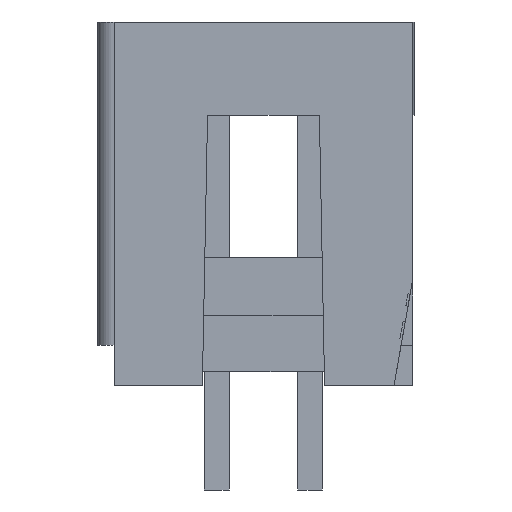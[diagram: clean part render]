
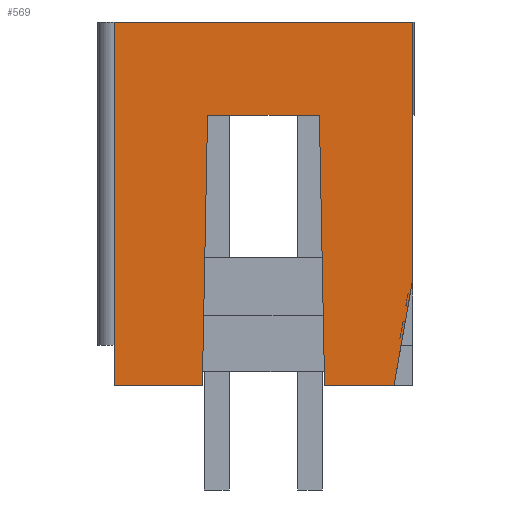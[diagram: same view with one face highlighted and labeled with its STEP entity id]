
A CAD part, left-side view. The second image highlights one B-rep face of the part: STEP entity #569.
In plain terms, the highlighted planar face has unit normal (-1, 0, 0).
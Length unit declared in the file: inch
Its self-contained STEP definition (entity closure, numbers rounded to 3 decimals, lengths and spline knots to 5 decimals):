
#195=FACE_OUTER_BOUND('',#1416,.T.);
#569=ADVANCED_FACE('',(#195),#946,.T.);
#946=PLANE('',#7281);
#1416=EDGE_LOOP('',(#2040,#2041,#2042,#2043,#2044,#2045,#2046,#2047,#2048));
#2040=ORIENTED_EDGE('',*,*,#4706,.F.);
#2041=ORIENTED_EDGE('',*,*,#4740,.T.);
#2042=ORIENTED_EDGE('',*,*,#4741,.F.);
#2043=ORIENTED_EDGE('',*,*,#4742,.T.);
#2044=ORIENTED_EDGE('',*,*,#4743,.F.);
#2045=ORIENTED_EDGE('',*,*,#4726,.T.);
#2046=ORIENTED_EDGE('',*,*,#4744,.T.);
#2047=ORIENTED_EDGE('',*,*,#4713,.T.);
#2048=ORIENTED_EDGE('',*,*,#4745,.T.);
#4032=VERTEX_POINT('',#9813);
#4033=VERTEX_POINT('',#9815);
#4038=VERTEX_POINT('',#9828);
#4039=VERTEX_POINT('',#9829);
#4049=VERTEX_POINT('',#9852);
#4050=VERTEX_POINT('',#9854);
#4062=VERTEX_POINT('',#9881);
#4063=VERTEX_POINT('',#9883);
#4064=VERTEX_POINT('',#9885);
#4706=EDGE_CURVE('',#4032,#4033,#5712,.T.);
#4713=EDGE_CURVE('',#4038,#4039,#5719,.T.);
#4726=EDGE_CURVE('',#4050,#4049,#5732,.T.);
#4740=EDGE_CURVE('',#4032,#4062,#5742,.T.);
#4741=EDGE_CURVE('',#4063,#4062,#5743,.T.);
#4742=EDGE_CURVE('',#4063,#4064,#5744,.T.);
#4743=EDGE_CURVE('',#4050,#4064,#5745,.T.);
#4744=EDGE_CURVE('',#4049,#4038,#5746,.T.);
#4745=EDGE_CURVE('',#4039,#4033,#5747,.T.);
#5712=LINE('',#9814,#6578);
#5719=LINE('',#9827,#6585);
#5732=LINE('',#9853,#6598);
#5742=LINE('',#9880,#6608);
#5743=LINE('',#9882,#6609);
#5744=LINE('',#9884,#6610);
#5745=LINE('',#9886,#6611);
#5746=LINE('',#9887,#6612);
#5747=LINE('',#9888,#6613);
#6578=VECTOR('',#7904,1.);
#6585=VECTOR('',#7913,1.);
#6598=VECTOR('',#7928,1.);
#6608=VECTOR('',#7948,1.);
#6609=VECTOR('',#7949,1.);
#6610=VECTOR('',#7950,1.);
#6611=VECTOR('',#7951,1.);
#6612=VECTOR('',#7952,1.);
#6613=VECTOR('',#7953,1.);
#7281=AXIS2_PLACEMENT_3D('',#9889,#7954,#7955);
#7904=DIRECTION('',(0.,0.019,1.));
#7913=DIRECTION('',(0.,-0.019,1.));
#7928=DIRECTION('',(0.,0.,-1.));
#7948=DIRECTION('',(0.,-1.,0.));
#7949=DIRECTION('',(0.,0.174,-0.985));
#7950=DIRECTION('',(0.,0.,1.));
#7951=DIRECTION('',(0.,-1.,0.));
#7952=DIRECTION('',(0.,-1.,0.));
#7953=DIRECTION('',(0.,-1.,0.));
#7954=DIRECTION('',(-1.,0.,0.));
#7955=DIRECTION('',(0.,-1.,0.));
#9813=CARTESIAN_POINT('',(-0.194,-0.01557,0.));
#9814=CARTESIAN_POINT('',(-0.194,-0.01133,0.22075));
#9815=CARTESIAN_POINT('',(-0.194,-0.01,0.29));
#9827=CARTESIAN_POINT('',(-0.194,0.11,0.29));
#9828=CARTESIAN_POINT('',(-0.194,0.11557,0.));
#9829=CARTESIAN_POINT('',(-0.194,0.11,0.29));
#9852=CARTESIAN_POINT('',(-0.194,0.21,0.));
#9853=CARTESIAN_POINT('',(-0.194,0.21,0.2165));
#9854=CARTESIAN_POINT('',(-0.194,0.21,0.39));
#9880=CARTESIAN_POINT('',(-0.194,0.21,0.));
#9881=CARTESIAN_POINT('',(-0.194,-0.09,0.));
#9882=CARTESIAN_POINT('',(-0.194,-0.11798,0.15867));
#9883=CARTESIAN_POINT('',(-0.194,-0.11,0.11343));
#9884=CARTESIAN_POINT('',(-0.194,-0.11,0.2165));
#9885=CARTESIAN_POINT('',(-0.194,-0.11,0.39));
#9886=CARTESIAN_POINT('',(-0.194,0.21,0.39));
#9887=CARTESIAN_POINT('',(-0.194,0.21,0.));
#9888=CARTESIAN_POINT('',(-0.194,0.11,0.29));
#9889=CARTESIAN_POINT('',(-0.194,0.21,0.2165));
